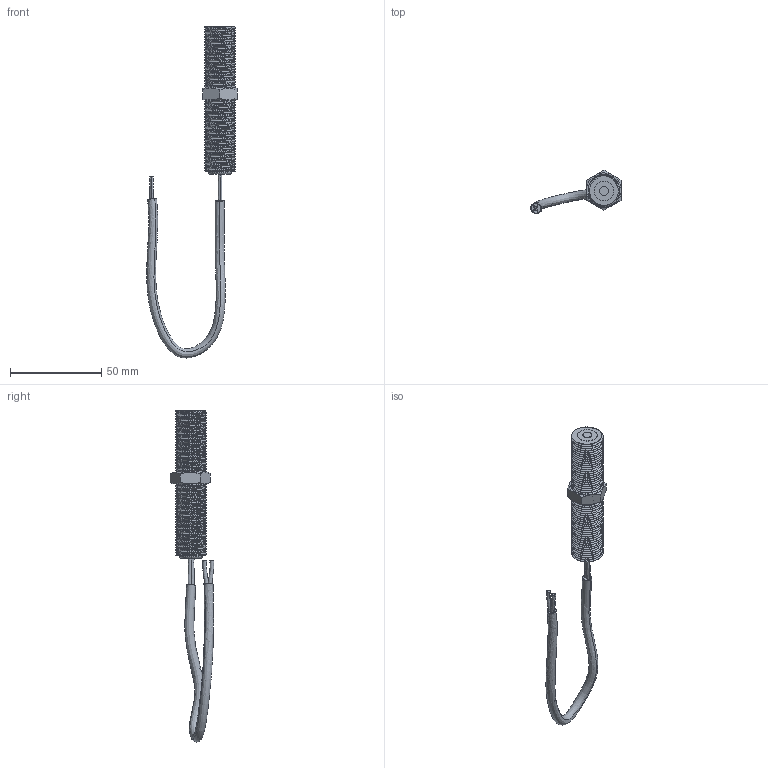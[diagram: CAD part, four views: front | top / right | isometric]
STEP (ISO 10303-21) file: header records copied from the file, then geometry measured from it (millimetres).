
FILE_DESCRIPTION (( 'STEP AP203' ), '1' );
FILE_NAME ('V14-assembly.STEP', '2020-06-03T18:02:30', ( '' ), ( '' ), 'SwSTEP 2.0', 'SolidWorks 2019', '' );
FILE_SCHEMA (( 'CONFIG_CONTROL_DESIGN' ));
Length unit declared in the file: millimetre
Products named in the file (3): V14-assembly; V14-nut; V14-bolt
Assembly tree (2 placements, depth 2):
  V14-assembly
    V14-bolt
    V14-nut
Bounding box: 49.73 x 23.91 x 182.41 mm (x, y, z)
Volume: 21781.8 mm3; surface area: 11598.1 mm2
Topology: 2 solids, 2 shells, 179 faces, 493 edges, 324 vertices
Faces by surface type: cylinder 131, plane 18, bspline 16, cone 12, torus 2
Entity records: 27479 total; most frequent: CARTESIAN_POINT 23393, ORIENTED_EDGE 986, DIRECTION 556, EDGE_CURVE 493, VERTEX_POINT 324, AXIS2_PLACEMENT_3D 210, EDGE_LOOP 187, B_SPLINE_CURVE_WITH_KNOTS 186
